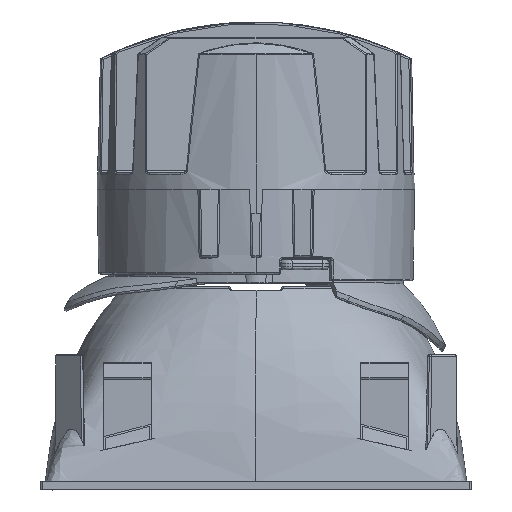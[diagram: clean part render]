
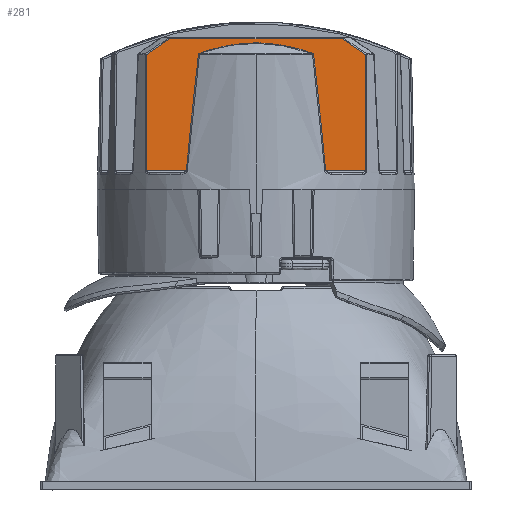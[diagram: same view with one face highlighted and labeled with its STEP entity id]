
A CAD part, left-side view. The second image highlights one B-rep face of the part: STEP entity #281.
In plain terms, the highlighted planar face has unit normal (-1, 0, 0.026).
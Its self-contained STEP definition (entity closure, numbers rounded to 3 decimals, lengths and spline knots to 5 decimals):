
#281=ADVANCED_FACE('',(#1679),#20624,.T.);
#1679=FACE_OUTER_BOUND('',#3083,.T.);
#3083=EDGE_LOOP('',(#5432,#5433,#5434,#5435,#5436,#5437));
#5432=ORIENTED_EDGE('',*,*,#11860,.F.);
#5433=ORIENTED_EDGE('',*,*,#11833,.F.);
#5434=ORIENTED_EDGE('',*,*,#11924,.F.);
#5435=ORIENTED_EDGE('',*,*,#11928,.F.);
#5436=ORIENTED_EDGE('',*,*,#11834,.F.);
#5437=ORIENTED_EDGE('',*,*,#11865,.F.);
#11833=EDGE_CURVE('',#19118,#19117,#15102,.T.);
#11834=EDGE_CURVE('',#19116,#19120,#15103,.T.);
#11860=EDGE_CURVE('',#19117,#19115,#16713,.T.);
#11865=EDGE_CURVE('',#19115,#19116,#16718,.T.);
#11924=EDGE_CURVE('',#19119,#19118,#16773,.T.);
#11928=EDGE_CURVE('',#19120,#19119,#16777,.T.);
#15102=B_SPLINE_CURVE_WITH_KNOTS('',1,(#48634,#48635),.UNSPECIFIED.,.F.,
 .F.,(2,2),(-0.0646,0.),.UNSPECIFIED.);
#15103=B_SPLINE_CURVE_WITH_KNOTS('',1,(#48636,#48637),.UNSPECIFIED.,.F.,
 .F.,(2,2),(0.,0.05084),.UNSPECIFIED.);
#16713=(
BOUNDED_CURVE()
B_SPLINE_CURVE(3,(#48806,#48807,#48808,#48809),.UNSPECIFIED.,.F.,.F.)
B_SPLINE_CURVE_WITH_KNOTS((4,4),(-0.03433,0.),.UNSPECIFIED.)
CURVE()
GEOMETRIC_REPRESENTATION_ITEM()
RATIONAL_B_SPLINE_CURVE((1.,1.,1.,1.))
REPRESENTATION_ITEM('')
);
#16718=(
BOUNDED_CURVE()
B_SPLINE_CURVE(3,(#48823,#48824,#48825,#48826),.UNSPECIFIED.,.F.,.F.)
B_SPLINE_CURVE_WITH_KNOTS((4,4),(0.,1.),.UNSPECIFIED.)
CURVE()
GEOMETRIC_REPRESENTATION_ITEM()
RATIONAL_B_SPLINE_CURVE((1.,1.,1.,1.))
REPRESENTATION_ITEM('')
);
#16773=(
BOUNDED_CURVE()
B_SPLINE_CURVE(3,(#49139,#49140,#49141,#49142),.UNSPECIFIED.,.F.,.F.)
B_SPLINE_CURVE_WITH_KNOTS((4,4),(0.,0.03433),.UNSPECIFIED.)
CURVE()
GEOMETRIC_REPRESENTATION_ITEM()
RATIONAL_B_SPLINE_CURVE((1.,1.,1.,1.))
REPRESENTATION_ITEM('')
);
#16777=(
BOUNDED_CURVE()
B_SPLINE_CURVE(3,(#49153,#49154,#49155,#49156),.UNSPECIFIED.,.F.,.F.)
B_SPLINE_CURVE_WITH_KNOTS((4,4),(-1.,0.),.UNSPECIFIED.)
CURVE()
GEOMETRIC_REPRESENTATION_ITEM()
RATIONAL_B_SPLINE_CURVE((1.,1.,1.,1.))
REPRESENTATION_ITEM('')
);
#19115=VERTEX_POINT('',#46697);
#19116=VERTEX_POINT('',#46698);
#19117=VERTEX_POINT('',#46699);
#19118=VERTEX_POINT('',#46700);
#19119=VERTEX_POINT('',#46701);
#19120=VERTEX_POINT('',#46702);
#20624=PLANE('',#22155);
#22155=AXIS2_PLACEMENT_3D('',#26640,#22498,$);
#22498=DIRECTION('',(-1.,0.,0.026));
#26640=CARTESIAN_POINT('',(-0.01687,-0.64003,0.73924));
#46697=CARTESIAN_POINT('',(-0.03284,0.03236,0.1296));
#46698=CARTESIAN_POINT('',(-0.03272,0.02542,0.13431));
#46699=CARTESIAN_POINT('',(-0.03374,0.0323,0.09529));
#46700=CARTESIAN_POINT('',(-0.03374,-0.0323,0.09529));
#46701=CARTESIAN_POINT('',(-0.03284,-0.03236,0.1296));
#46702=CARTESIAN_POINT('',(-0.03272,-0.02542,0.13431));
#48634=CARTESIAN_POINT('',(-0.03374,-0.0323,0.09529));
#48635=CARTESIAN_POINT('',(-0.03374,0.0323,0.09529));
#48636=CARTESIAN_POINT('',(-0.03272,0.02542,0.13431));
#48637=CARTESIAN_POINT('',(-0.03272,-0.02542,0.13431));
#48806=CARTESIAN_POINT('',(-0.03374,0.0323,0.09529));
#48807=CARTESIAN_POINT('',(-0.03344,0.03232,0.10671));
#48808=CARTESIAN_POINT('',(-0.03314,0.03234,0.11815));
#48809=CARTESIAN_POINT('',(-0.03284,0.03236,0.1296));
#48823=CARTESIAN_POINT('',(-0.03284,0.03236,0.1296));
#48824=CARTESIAN_POINT('',(-0.0328,0.03009,0.13124));
#48825=CARTESIAN_POINT('',(-0.03275,0.02778,0.13282));
#48826=CARTESIAN_POINT('',(-0.03272,0.02542,0.13431));
#49139=CARTESIAN_POINT('',(-0.03284,-0.03236,0.1296));
#49140=CARTESIAN_POINT('',(-0.03314,-0.03234,0.11815));
#49141=CARTESIAN_POINT('',(-0.03344,-0.03232,0.10671));
#49142=CARTESIAN_POINT('',(-0.03374,-0.0323,0.09529));
#49153=CARTESIAN_POINT('',(-0.03272,-0.02542,0.13431));
#49154=CARTESIAN_POINT('',(-0.03275,-0.02778,0.13282));
#49155=CARTESIAN_POINT('',(-0.0328,-0.03009,0.13124));
#49156=CARTESIAN_POINT('',(-0.03284,-0.03236,0.1296));
